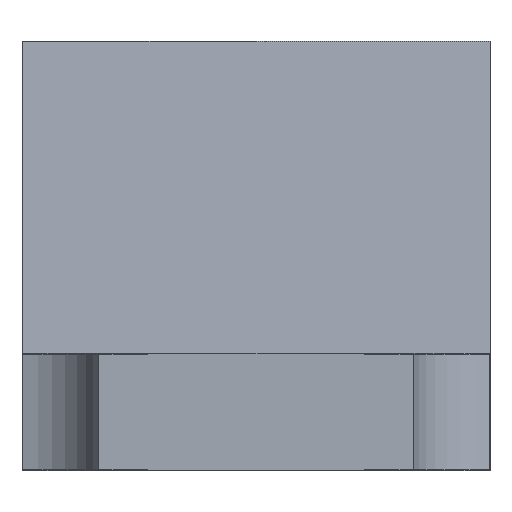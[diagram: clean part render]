
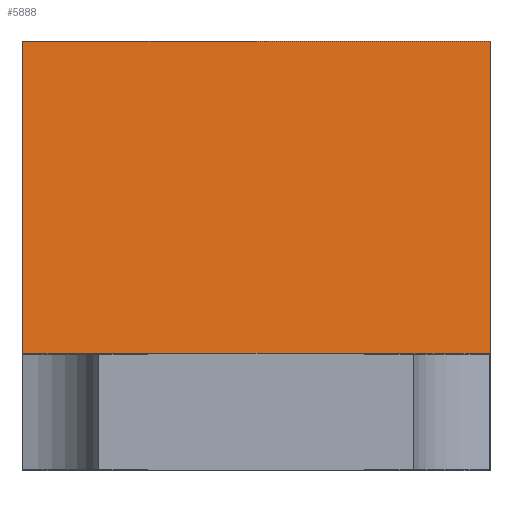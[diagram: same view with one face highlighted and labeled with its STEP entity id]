
A CAD part, left-side view. The second image highlights one B-rep face of the part: STEP entity #5888.
In plain terms, the highlighted planar face has unit normal (-0.996, 0, 0.087).
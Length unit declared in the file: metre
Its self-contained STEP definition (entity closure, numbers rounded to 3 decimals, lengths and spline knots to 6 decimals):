
#333=ORIENTED_EDGE('',*,*,#2093,.F.);
#334=ORIENTED_EDGE('',*,*,#2086,.F.);
#335=ORIENTED_EDGE('',*,*,#2094,.T.);
#336=ORIENTED_EDGE('',*,*,#2091,.T.);
#2086=EDGE_CURVE('',#2967,#2965,#3553,.T.);
#2091=EDGE_CURVE('',#2971,#2970,#3558,.T.);
#2093=EDGE_CURVE('',#2965,#2970,#3560,.T.);
#2094=EDGE_CURVE('',#2967,#2971,#3561,.T.);
#2965=VERTEX_POINT('',#8264);
#2967=VERTEX_POINT('',#8268);
#2970=VERTEX_POINT('',#8278);
#2971=VERTEX_POINT('',#8280);
#3553=LINE('',#8269,#4268);
#3558=LINE('',#8279,#4273);
#3560=LINE('',#8283,#4275);
#3561=LINE('',#8284,#4276);
#4268=VECTOR('',#6730,1.);
#4273=VECTOR('',#6739,1.);
#4275=VECTOR('',#6743,1.);
#4276=VECTOR('',#6744,1.);
#4983=EDGE_LOOP('',(#333,#334,#335,#336));
#5316=FACE_BOUND('',#4983,.T.);
#5649=PLANE('',#6316);
#5888=ADVANCED_FACE('',(#5316),#5649,.T.);
#6316=AXIS2_PLACEMENT_3D('',#8282,#6741,#6742);
#6730=DIRECTION('',(0.,1.,0.));
#6739=DIRECTION('',(0.,1.,0.));
#6741=DIRECTION('',(-0.996,0.,0.087));
#6742=DIRECTION('',(0.087,0.,0.996));
#6743=DIRECTION('',(0.087,0.,0.996));
#6744=DIRECTION('',(0.087,0.,0.996));
#8264=CARTESIAN_POINT('',(-0.0006,0.0006,0.0003));
#8268=CARTESIAN_POINT('',(-0.0006,-0.0006,0.0003));
#8269=CARTESIAN_POINT('',(-0.0006,-0.0006,0.0003));
#8278=CARTESIAN_POINT('',(-0.00053,0.0006,0.0011));
#8279=CARTESIAN_POINT('',(-0.00053,-0.0006,0.0011));
#8280=CARTESIAN_POINT('',(-0.00053,-0.0006,0.0011));
#8282=CARTESIAN_POINT('',(-0.000565,-0.0006,0.0007));
#8283=CARTESIAN_POINT('',(-0.000565,0.0006,0.0007));
#8284=CARTESIAN_POINT('',(-0.000565,-0.0006,0.0007));
